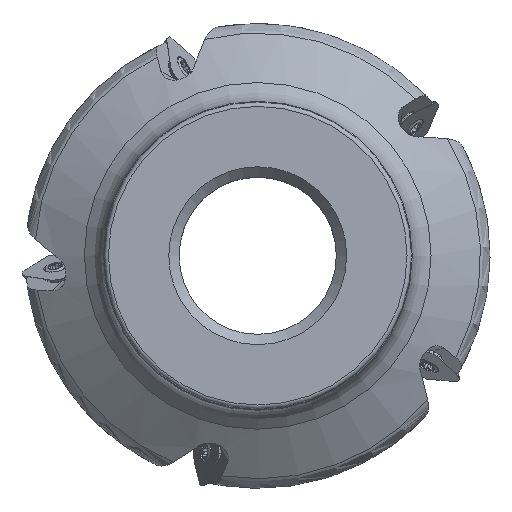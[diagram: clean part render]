
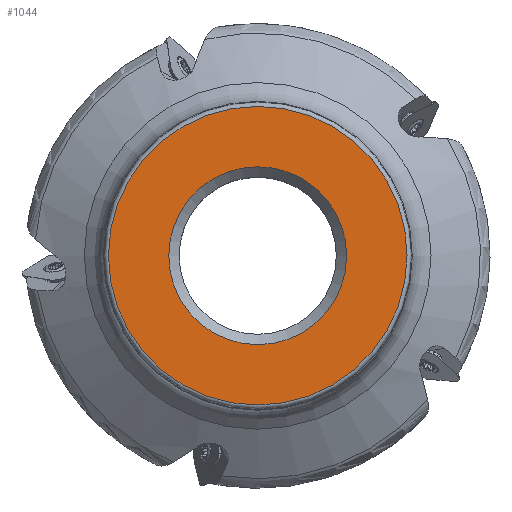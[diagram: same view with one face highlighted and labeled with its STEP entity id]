
A CAD part, top view. The second image highlights one B-rep face of the part: STEP entity #1044.
In plain terms, the highlighted planar face has unit normal (0, 0, 1).
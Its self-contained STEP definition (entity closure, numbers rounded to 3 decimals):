
#1044=ADVANCED_FACE('SU_1',(#2045,#2046),#1509,.F.);
#1509=PLANE('',#10507);
#1829=CIRCLE('',#10505,36.193);
#1830=CIRCLE('',#10506,21.556);
#2045=FACE_BOUND('',#2290,.T.);
#2046=FACE_BOUND('',#2291,.T.);
#2290=EDGE_LOOP('',(#4179));
#2291=EDGE_LOOP('',(#4180));
#4179=ORIENTED_EDGE('',*,*,#8055,.T.);
#4180=ORIENTED_EDGE('',*,*,#8056,.F.);
#6939=VERTEX_POINT('',#16287);
#6940=VERTEX_POINT('',#16289);
#8055=EDGE_CURVE('',#6939,#6939,#1829,.T.);
#8056=EDGE_CURVE('',#6940,#6940,#1830,.T.);
#10505=AXIS2_PLACEMENT_3D('',#16286,#11904,#11905);
#10506=AXIS2_PLACEMENT_3D('',#16288,#11906,#11907);
#10507=AXIS2_PLACEMENT_3D('',#16290,#11908,#11909);
#11904=DIRECTION('',(0.,0.,1.));
#11905=DIRECTION('',(1.,0.,0.));
#11906=DIRECTION('',(0.,0.,1.));
#11907=DIRECTION('',(1.,0.,0.));
#11908=DIRECTION('',(0.,0.,-1.));
#11909=DIRECTION('',(-1.,0.,0.));
#16286=CARTESIAN_POINT('',(0.,0.,0.));
#16287=CARTESIAN_POINT('',(36.193,0.,0.));
#16288=CARTESIAN_POINT('',(0.,0.,0.));
#16289=CARTESIAN_POINT('',(21.556,0.,0.));
#16290=CARTESIAN_POINT('',(-37.193,0.,0.));
